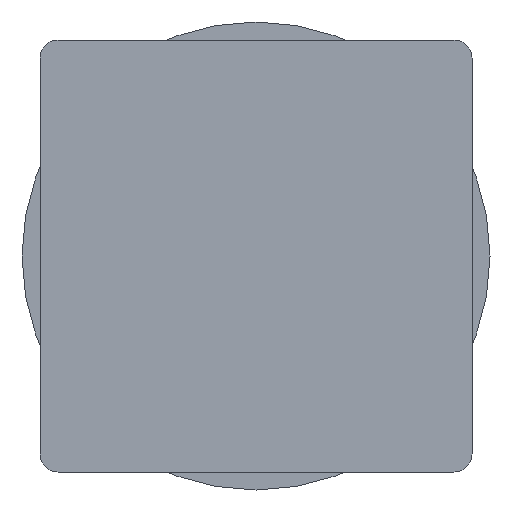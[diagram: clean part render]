
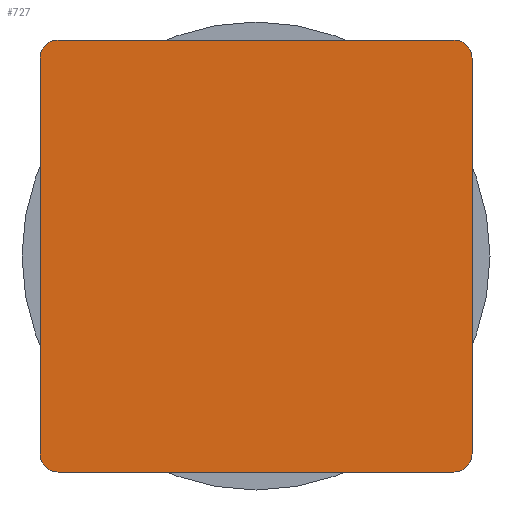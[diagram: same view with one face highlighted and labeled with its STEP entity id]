
A CAD part, front view. The second image highlights one B-rep face of the part: STEP entity #727.
In plain terms, the highlighted planar face has unit normal (0, -1, 0).
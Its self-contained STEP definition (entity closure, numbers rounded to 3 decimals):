
#19 = EDGE_CURVE ( 'NONE', #37, #251, #378, .T. ) ;
#36 = VERTEX_POINT ( 'NONE', #327 ) ;
#37 = VERTEX_POINT ( 'NONE', #175 ) ;
#51 = ORIENTED_EDGE ( 'NONE', *, *, #747, .T. ) ;
#63 = CIRCLE ( 'NONE', #761, 0.5 ) ;
#68 = CARTESIAN_POINT ( 'NONE',  ( -0.5, 0., 0. ) ) ;
#89 = DIRECTION ( 'NONE',  ( 0., 1., 0. ) ) ;
#97 = CARTESIAN_POINT ( 'NONE',  ( -0.5, 0., -11.5 ) ) ;
#106 = CARTESIAN_POINT ( 'NONE',  ( -12., 0., -0.5 ) ) ;
#114 = AXIS2_PLACEMENT_3D ( 'NONE', #97, #681, #283 ) ;
#117 = DIRECTION ( 'NONE',  ( 0., -1., 0. ) ) ;
#121 = EDGE_CURVE ( 'NONE', #655, #37, #798, .T. ) ;
#152 = CARTESIAN_POINT ( 'NONE',  ( -0.5, 0., 0. ) ) ;
#157 = AXIS2_PLACEMENT_3D ( 'NONE', #501, #117, #572 ) ;
#163 = CARTESIAN_POINT ( 'NONE',  ( -11.5, 0., -11.5 ) ) ;
#174 = VERTEX_POINT ( 'NONE', #783 ) ;
#175 = CARTESIAN_POINT ( 'NONE',  ( -11.5, 0., 0. ) ) ;
#184 = AXIS2_PLACEMENT_3D ( 'NONE', #163, #293, #624 ) ;
#190 = DIRECTION ( 'NONE',  ( -1., 0., 0. ) ) ;
#195 = VERTEX_POINT ( 'NONE', #318 ) ;
#204 = EDGE_CURVE ( 'NONE', #174, #471, #614, .T. ) ;
#205 = EDGE_CURVE ( 'NONE', #195, #343, #481, .T. ) ;
#231 = DIRECTION ( 'NONE',  ( 0., -1., 0. ) ) ;
#239 = CARTESIAN_POINT ( 'NONE',  ( -11.5, 0., -12. ) ) ;
#251 = VERTEX_POINT ( 'NONE', #264 ) ;
#264 = CARTESIAN_POINT ( 'NONE',  ( -12., 0., -0.5 ) ) ;
#266 = CIRCLE ( 'NONE', #114, 0.5 ) ;
#283 = DIRECTION ( 'NONE',  ( 0., 0., -1. ) ) ;
#291 = ORIENTED_EDGE ( 'NONE', *, *, #395, .F. ) ;
#293 = DIRECTION ( 'NONE',  ( 0., 1., 0. ) ) ;
#301 = AXIS2_PLACEMENT_3D ( 'NONE', #358, #231, #363 ) ;
#318 = CARTESIAN_POINT ( 'NONE',  ( 0., 0., -0.5 ) ) ;
#327 = CARTESIAN_POINT ( 'NONE',  ( -12., 0., -11.5 ) ) ;
#343 = VERTEX_POINT ( 'NONE', #794 ) ;
#358 = CARTESIAN_POINT ( 'NONE',  ( -11.5, 0., -0.5 ) ) ;
#361 = VECTOR ( 'NONE', #589, 1000. ) ;
#363 = DIRECTION ( 'NONE',  ( 0., 0., -1. ) ) ;
#378 = CIRCLE ( 'NONE', #157, 0.5 ) ;
#395 = EDGE_CURVE ( 'NONE', #655, #195, #63, .T. ) ;
#409 = DIRECTION ( 'NONE',  ( 0., 0., 1. ) ) ;
#419 = CARTESIAN_POINT ( 'NONE',  ( -0.5, 0., -0.5 ) ) ;
#441 = EDGE_LOOP ( 'NONE', ( #787, #51, #577, #698, #616, #538, #291, #646 ) ) ;
#468 = CIRCLE ( 'NONE', #184, 0.5 ) ;
#471 = VERTEX_POINT ( 'NONE', #239 ) ;
#481 = LINE ( 'NONE', #775, #361 ) ;
#501 = CARTESIAN_POINT ( 'NONE',  ( -11.5, 0., -0.5 ) ) ;
#515 = DIRECTION ( 'NONE',  ( -1., 0., 0. ) ) ;
#538 = ORIENTED_EDGE ( 'NONE', *, *, #205, .F. ) ;
#572 = DIRECTION ( 'NONE',  ( 0., 0., -1. ) ) ;
#577 = ORIENTED_EDGE ( 'NONE', *, *, #782, .F. ) ;
#589 = DIRECTION ( 'NONE',  ( 0., 0., -1. ) ) ;
#612 = PLANE ( 'NONE',  #301 ) ;
#614 = LINE ( 'NONE', #648, #634 ) ;
#616 = ORIENTED_EDGE ( 'NONE', *, *, #643, .T. ) ;
#624 = DIRECTION ( 'NONE',  ( 0., 0., 1. ) ) ;
#634 = VECTOR ( 'NONE', #515, 1000. ) ;
#640 = VECTOR ( 'NONE', #190, 1000. ) ;
#643 = EDGE_CURVE ( 'NONE', #174, #343, #266, .T. ) ;
#646 = ORIENTED_EDGE ( 'NONE', *, *, #121, .T. ) ;
#648 = CARTESIAN_POINT ( 'NONE',  ( -0.5, 0., -12. ) ) ;
#655 = VERTEX_POINT ( 'NONE', #152 ) ;
#681 = DIRECTION ( 'NONE',  ( 0., -1., 0. ) ) ;
#698 = ORIENTED_EDGE ( 'NONE', *, *, #204, .F. ) ;
#727 = ADVANCED_FACE ( 'NONE', ( #813 ), #612, .T. ) ;
#747 = EDGE_CURVE ( 'NONE', #251, #36, #758, .T. ) ;
#758 = LINE ( 'NONE', #106, #823 ) ;
#761 = AXIS2_PLACEMENT_3D ( 'NONE', #419, #89, #409 ) ;
#775 = CARTESIAN_POINT ( 'NONE',  ( 0., 0., -0.5 ) ) ;
#782 = EDGE_CURVE ( 'NONE', #471, #36, #468, .T. ) ;
#783 = CARTESIAN_POINT ( 'NONE',  ( -0.5, 0., -12. ) ) ;
#787 = ORIENTED_EDGE ( 'NONE', *, *, #19, .T. ) ;
#794 = CARTESIAN_POINT ( 'NONE',  ( 0., 0., -11.5 ) ) ;
#798 = LINE ( 'NONE', #68, #640 ) ;
#803 = DIRECTION ( 'NONE',  ( 0., 0., -1. ) ) ;
#813 = FACE_OUTER_BOUND ( 'NONE', #441, .T. ) ;
#823 = VECTOR ( 'NONE', #803, 1000. ) ;
